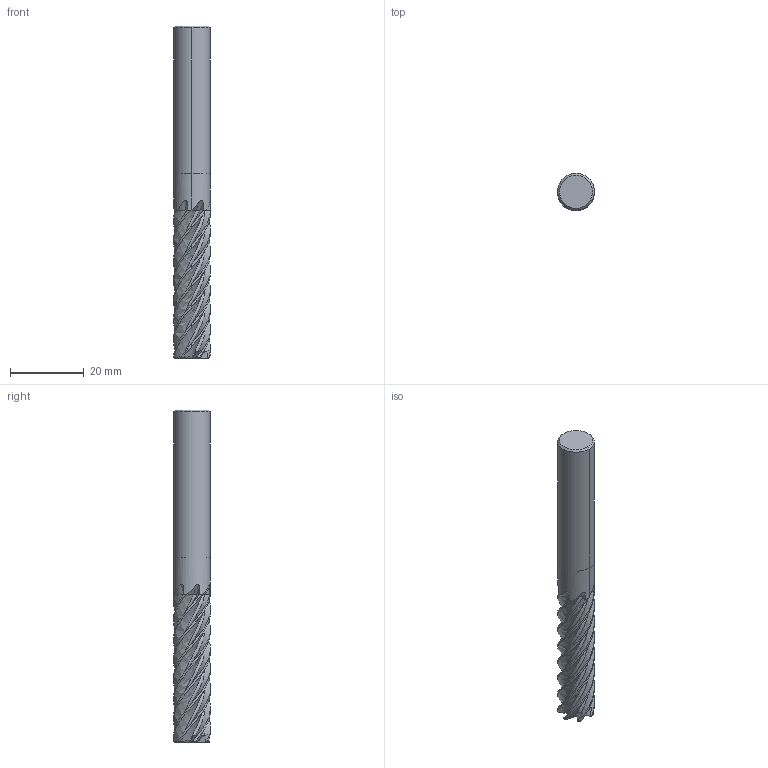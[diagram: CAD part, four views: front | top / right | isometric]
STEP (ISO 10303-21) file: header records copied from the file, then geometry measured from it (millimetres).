
FILE_DESCRIPTION(('no description'),'unknown implementation level');
FILE_NAME('EXPK1-M03-0223-10-Detail.stp',' ',('CIMSOURCE GmbH'),('CADClick - KiM GmbH - www.kimweb.de'),'unknown preprocess','ACIS','unknown authorization');
FILE_SCHEMA(('automotive_design'));
Length unit declared in the file: millimetre
Products named in the file (2): NOCUT; CUT
Bounding box: 10 x 10 x 90 mm (x, y, z)
Volume: 5823 mm3; surface area: 3775.6 mm2
Topology: 2 solids, 2 shells, 130 faces, 362 edges, 237 vertices
Faces by surface type: plane 39, revolution 28, bspline 28, cone 24, torus 7, cylinder 4
Entity records: 23828 total; most frequent: CARTESIAN_POINT 16856, STYLED_ITEM 731, PRESENTATION_STYLE_ASSIGNMENT 731, COLOUR_RGB 731, ORIENTED_EDGE 724, DIRECTION 414, EDGE_CURVE 362, CURVE_STYLE 362
